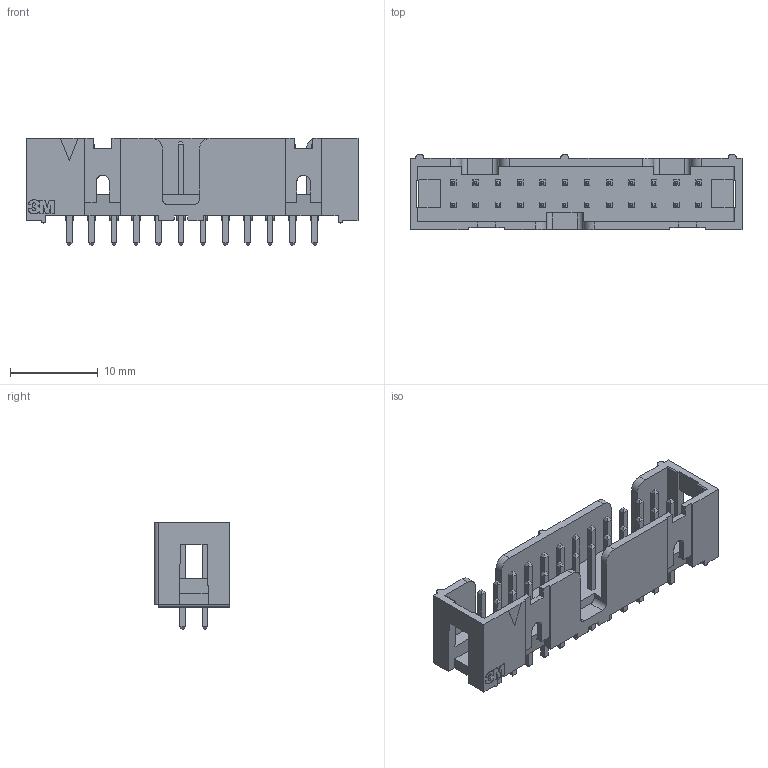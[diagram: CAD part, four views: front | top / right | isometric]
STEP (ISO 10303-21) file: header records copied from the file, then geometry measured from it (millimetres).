
FILE_DESCRIPTION((''),'2;1');
FILE_NAME('3M_2524-6002RB.stp','2008-05-14T18:53:12',(''),(''),'Mechanical Desktop 2008','Mechanical Desktop 2008',', , ');
FILE_SCHEMA(('AUTOMOTIVE_DESIGN { 1 2 10303 214 1 1 1 1 }'));
Length unit declared in the file: millimetre
Products named in the file (1): Product
Bounding box: 37.8 x 8.64 x 12.24 mm (x, y, z)
Volume: 1167.9 mm3; surface area: 2507 mm2
Topology: 49 solids, 49 shells, 698 faces, 1606 edges, 1014 vertices
Faces by surface type: plane 509, bspline 148, cylinder 41
Entity records: 19934 total; most frequent: CARTESIAN_POINT 5899, ORIENTED_EDGE 3212, DIRECTION 2062, EDGE_CURVE 1606, VERTEX_POINT 1014, VECTOR 960, LINE 960, EDGE_LOOP 714
